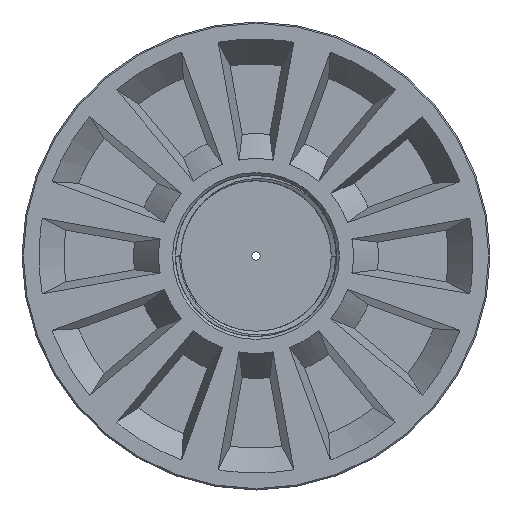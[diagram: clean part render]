
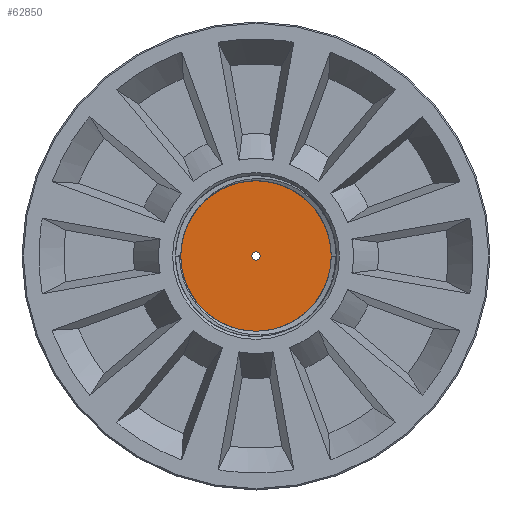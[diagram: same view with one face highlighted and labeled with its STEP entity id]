
A CAD part, front view. The second image highlights one B-rep face of the part: STEP entity #62850.
In plain terms, the highlighted planar face has unit normal (0, -1, 0).
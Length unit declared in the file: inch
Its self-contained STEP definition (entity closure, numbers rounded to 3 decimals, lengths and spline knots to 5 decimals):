
#62819=CARTESIAN_POINT('',(-0.0625,0.,0.0));
#62820=VERTEX_POINT('',#62819);
#62821=CARTESIAN_POINT('',(0.,0.,0.0));
#62822=DIRECTION('',(0.0,1.0,0.0));
#62823=DIRECTION('',(-1.0,0.0,0.0));
#62824=AXIS2_PLACEMENT_3D('',#62821,#62822,#62823);
#62825=CIRCLE('',#62824,0.0625);
#62826=EDGE_CURVE('',#62820,#62820,#62825,.T.);
#62831=CARTESIAN_POINT('',(-1.5725,0.,0.0));
#62832=DIRECTION('',(0.0,-1.0,0.0));
#62833=DIRECTION('',(0.0,0.0,-1.0));
#62834=AXIS2_PLACEMENT_3D('',#62831,#62832,#62833);
#62835=PLANE('',#62834);
#62836=CARTESIAN_POINT('',(-3.145,0.,0.0));
#62837=VERTEX_POINT('',#62836);
#62838=CARTESIAN_POINT('',(0.,0.,0.0));
#62839=DIRECTION('',(0.0,1.0,0.0));
#62840=DIRECTION('',(-1.0,0.0,0.0));
#62841=AXIS2_PLACEMENT_3D('',#62838,#62839,#62840);
#62842=CIRCLE('',#62841,3.145);
#62843=EDGE_CURVE('',#62837,#62837,#62842,.T.);
#62844=ORIENTED_EDGE('',*,*,#62843,.F.);
#62845=EDGE_LOOP('',(#62844));
#62846=FACE_OUTER_BOUND('',#62845,.T.);
#62847=ORIENTED_EDGE('',*,*,#62826,.T.);
#62848=EDGE_LOOP('',(#62847));
#62849=FACE_BOUND('',#62848,.T.);
#62850=ADVANCED_FACE('',(#62846,#62849),#62835,.T.);
